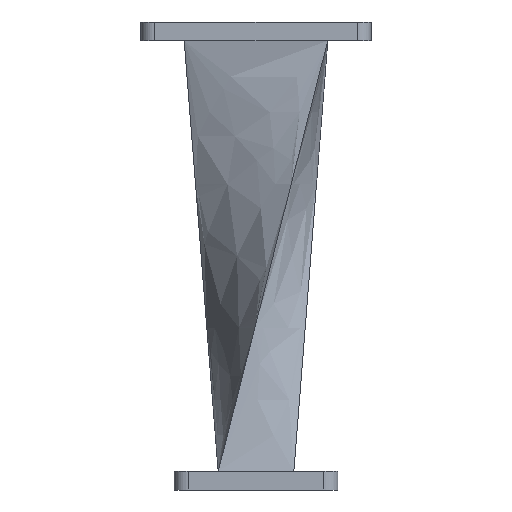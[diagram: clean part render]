
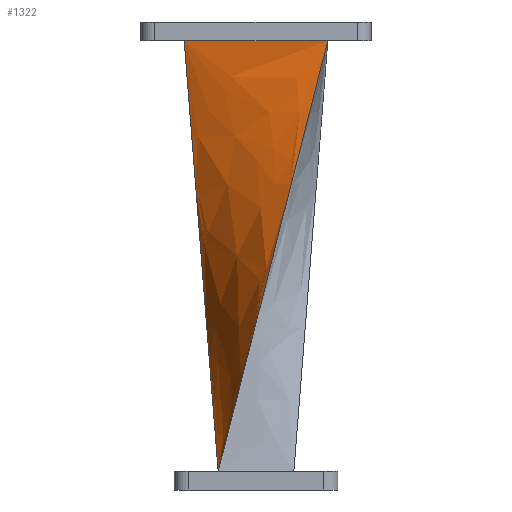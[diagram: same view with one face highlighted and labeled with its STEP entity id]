
A CAD part, front view. The second image highlights one B-rep face of the part: STEP entity #1322.
In plain terms, the highlighted free-form (B-spline) face has degree [3, 1] with [6, 4] control points.
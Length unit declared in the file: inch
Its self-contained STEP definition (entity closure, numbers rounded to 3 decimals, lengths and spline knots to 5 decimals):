
#41 = CARTESIAN_POINT ( 'NONE',  ( 0.403, -0.6365, 0. ) ) ;
#61 = FACE_OUTER_BOUND ( 'NONE', #934, .T. ) ;
#188 = DIRECTION ( 'NONE',  ( 1., 0., 0. ) ) ;
#295 = VECTOR ( 'NONE', #2271, 39.37008 ) ;
#373 = CARTESIAN_POINT ( 'NONE',  ( 0.82043, -0.6348, 0.07244 ) ) ;
#415 = CARTESIAN_POINT ( 'NONE',  ( 0.4134, -0.63884, 0.07244 ) ) ;
#438 = CARTESIAN_POINT ( 'NONE',  ( -0.65092, -0.80769, -7.31654 ) ) ;
#454 = CARTESIAN_POINT ( 'NONE',  ( -0.6365, 1.209, -7.24409 ) ) ;
#733 = ORIENTED_EDGE ( 'NONE', *, *, #1676, .T. ) ;
#763 = VECTOR ( 'NONE', #3053, 39.37008 ) ;
#765 = CARTESIAN_POINT ( 'NONE',  ( -0.6365, 0.403, -7.24409 ) ) ;
#911 = LINE ( 'NONE', #4239, #3057 ) ;
#934 = EDGE_LOOP ( 'NONE', ( #3397, #733, #1046, #1452 ) ) ;
#1046 = ORIENTED_EDGE ( 'NONE', *, *, #3006, .T. ) ;
#1112 = CARTESIAN_POINT ( 'NONE',  ( -0.6365, 0.806, -7.24409 ) ) ;
#1127 = VERTEX_POINT ( 'NONE', #1657 ) ;
#1236 = CARTESIAN_POINT ( 'NONE',  ( -0.92275, 0.28625, -3.62205 ) ) ;
#1322 = ADVANCED_FACE ( 'NONE', ( #61 ), #1728, .T. ) ;
#1331 = CARTESIAN_POINT ( 'NONE',  ( 0.28625, -0.92275, -3.62205 ) ) ;
#1368 = CARTESIAN_POINT ( 'NONE',  ( 1.209, -0.6365, 0. ) ) ;
#1377 = CARTESIAN_POINT ( 'NONE',  ( -0.64689, -0.40066, -7.31654 ) ) ;
#1421 = CARTESIAN_POINT ( 'NONE',  ( 1.22745, -0.63078, 0.07244 ) ) ;
#1452 = ORIENTED_EDGE ( 'NONE', *, *, #2666, .F. ) ;
#1657 = CARTESIAN_POINT ( 'NONE',  ( -0.6365, -1.209, -7.24409 ) ) ;
#1676 = EDGE_CURVE ( 'NONE', #2255, #2406, #2952, .T. ) ;
#1695 = LINE ( 'NONE', #4077, #763 ) ;
#1728 = B_SPLINE_SURFACE_WITH_KNOTS ( 'NONE', 3, 1, ( 
 ( #1421, #3066, #4041, #3373 ),
 ( #373, #3043, #3417, #438 ),
 ( #415, #41, #2761, #1377 ),
 ( #2390, #3773, #765, #2102 ),
 ( #3439, #1771, #1112, #3111 ),
 ( #3459, #2453, #454, #4148 ) ),
 .UNSPECIFIED., .F., .F., .F.,
 ( 4, 2, 4 ),
 ( 2, 1, 1, 2 ),
 ( 0., 0.5, 1. ),
 ( -0.01, 0., 1., 1.01 ),
 .UNSPECIFIED. ) ;
#1744 = VERTEX_POINT ( 'NONE', #1368 ) ;
#1771 = CARTESIAN_POINT ( 'NONE',  ( -0.806, -0.6365, 0. ) ) ;
#2102 = CARTESIAN_POINT ( 'NONE',  ( -0.63884, 0.4134, -7.31654 ) ) ;
#2255 = VERTEX_POINT ( 'NONE', #3036 ) ;
#2271 = DIRECTION ( 'NONE',  ( 0.076, 0.246, -0.966 ) ) ;
#2390 = CARTESIAN_POINT ( 'NONE',  ( -0.40067, -0.64689, 0.07244 ) ) ;
#2406 = VERTEX_POINT ( 'NONE', #3983 ) ;
#2453 = CARTESIAN_POINT ( 'NONE',  ( -1.209, -0.6365, 0. ) ) ;
#2666 = EDGE_CURVE ( 'NONE', #1744, #1127, #4309, .T. ) ;
#2676 = DIRECTION ( 'NONE',  ( -0.246, -0.076, -0.966 ) ) ;
#2761 = CARTESIAN_POINT ( 'NONE',  ( -0.6365, -0.403, -7.24409 ) ) ;
#2952 = LINE ( 'NONE', #1236, #295 ) ;
#3006 = EDGE_CURVE ( 'NONE', #2406, #1127, #1695, .T. ) ;
#3036 = CARTESIAN_POINT ( 'NONE',  ( -1.209, -0.6365, 0. ) ) ;
#3043 = CARTESIAN_POINT ( 'NONE',  ( 0.806, -0.6365, 0. ) ) ;
#3053 = DIRECTION ( 'NONE',  ( 0., -1., 0. ) ) ;
#3057 = VECTOR ( 'NONE', #188, 39.37008 ) ;
#3066 = CARTESIAN_POINT ( 'NONE',  ( 1.209, -0.6365, 0. ) ) ;
#3111 = CARTESIAN_POINT ( 'NONE',  ( -0.63481, 0.82043, -7.31654 ) ) ;
#3373 = CARTESIAN_POINT ( 'NONE',  ( -0.65495, -1.21473, -7.31654 ) ) ;
#3397 = ORIENTED_EDGE ( 'NONE', *, *, #3927, .F. ) ;
#3417 = CARTESIAN_POINT ( 'NONE',  ( -0.6365, -0.806, -7.24409 ) ) ;
#3439 = CARTESIAN_POINT ( 'NONE',  ( -0.8077, -0.65092, 0.07244 ) ) ;
#3459 = CARTESIAN_POINT ( 'NONE',  ( -1.21473, -0.65496, 0.07244 ) ) ;
#3634 = VECTOR ( 'NONE', #2676, 39.37008 ) ;
#3773 = CARTESIAN_POINT ( 'NONE',  ( -0.403, -0.6365, 0. ) ) ;
#3927 = EDGE_CURVE ( 'NONE', #2255, #1744, #911, .T. ) ;
#3983 = CARTESIAN_POINT ( 'NONE',  ( -0.6365, 1.209, -7.24409 ) ) ;
#4041 = CARTESIAN_POINT ( 'NONE',  ( -0.6365, -1.209, -7.24409 ) ) ;
#4077 = CARTESIAN_POINT ( 'NONE',  ( -0.6365, 1.209, -7.24409 ) ) ;
#4148 = CARTESIAN_POINT ( 'NONE',  ( -0.63078, 1.22745, -7.31654 ) ) ;
#4239 = CARTESIAN_POINT ( 'NONE',  ( -1.209, -0.6365, 0. ) ) ;
#4309 = LINE ( 'NONE', #1331, #3634 ) ;
